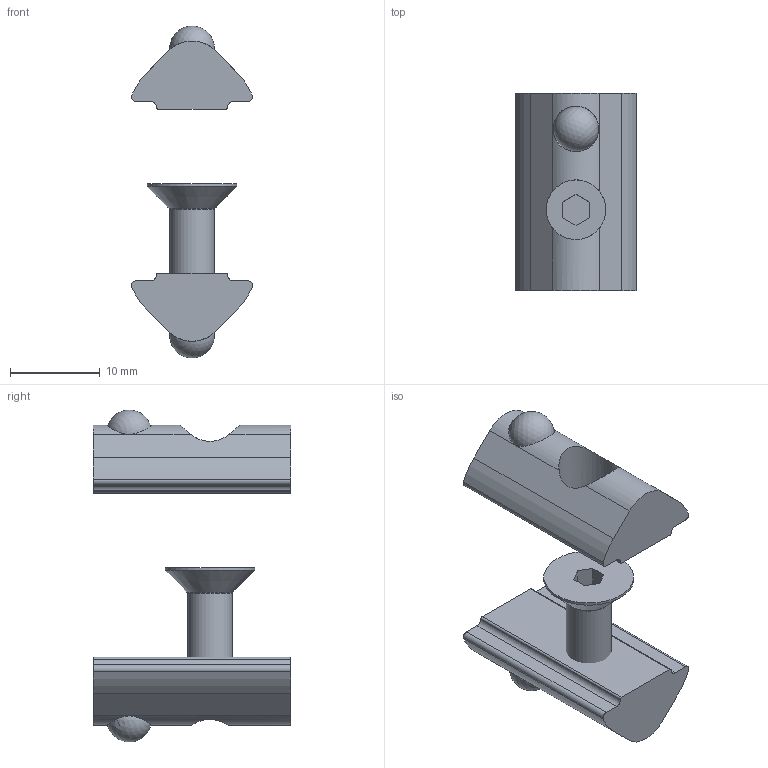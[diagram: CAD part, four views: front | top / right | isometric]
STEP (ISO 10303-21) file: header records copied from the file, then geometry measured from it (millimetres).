
FILE_DESCRIPTION((''),'2;1');
FILE_NAME('SZ0685Z-A.stp','2013-08-26T12:09:58',('janine behrens'),(''),'Autodesk Inventor 2012','Autodesk Inventor 2012','');
FILE_SCHEMA(('AUTOMOTIVE_DESIGN { 1 0 10303 214 1 1 1 1 }'));
Length unit declared in the file: millimetre
Products named in the file (8): SZ0685Z-A; DK7991050120_A; SV2102V_A; ME1631105_A; MK5100000_A; MK2402100_A; SV2100V_A; ME1631103_A
Assembly tree (9 placements, depth 3):
  SZ0685Z-A
    DK7991050120_A
    SV2102V_A
      ME1631105_A
      MK5100000_A
      MK2402100_A
    SV2100V_A
      ME1631103_A
      MK5100000_A
      MK2402100_A
Bounding box: 13.47 x 22 x 36.96 mm (x, y, z)
Volume: 2857.4 mm3; surface area: 2785.7 mm2
Topology: 7 solids, 7 shells, 69 faces, 165 edges, 108 vertices
Faces by surface type: plane 33, cylinder 27, cone 4, bspline 2, sphere 2, torus 1
Full cylindrical faces by diameter (mm): 4.134 x1, 4.5 x2, 5 x1, 5.1 x2, 6.647 x1, 10 x1
Entity records: 2911 total; most frequent: CARTESIAN_POINT 1147, DIRECTION 356, ORIENTED_EDGE 286, EDGE_CURVE 143, AXIS2_PLACEMENT_3D 138, VERTEX_POINT 103, EDGE_LOOP 84, VECTOR 80
